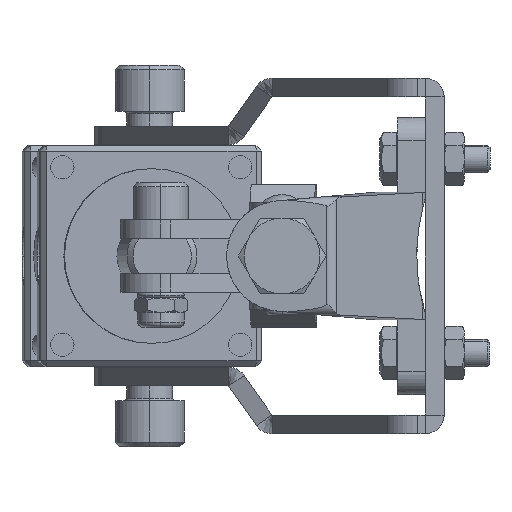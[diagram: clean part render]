
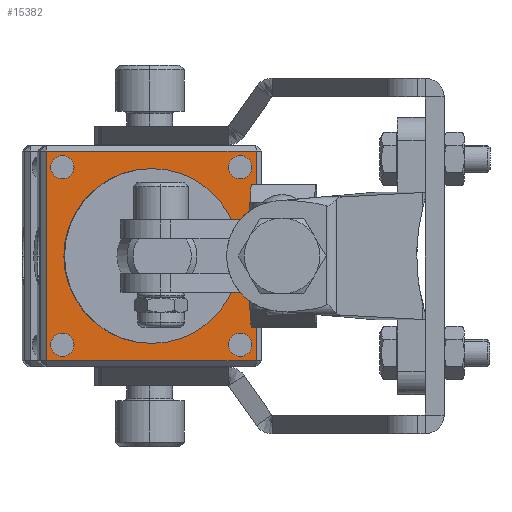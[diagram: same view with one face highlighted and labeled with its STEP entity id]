
A CAD part, left-side view. The second image highlights one B-rep face of the part: STEP entity #15382.
In plain terms, the highlighted planar face has unit normal (-1, -0.032, 0).
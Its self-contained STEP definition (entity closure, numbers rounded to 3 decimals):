
#92 = EDGE_CURVE ( 'NONE', #12683, #2260, #15615, .T. ) ;
#330 = CIRCLE ( 'NONE', #1028, 2. ) ;
#439 = FACE_OUTER_BOUND ( 'NONE', #14276, .T. ) ;
#608 = CIRCLE ( 'NONE', #22032, 2. ) ;
#869 = DIRECTION ( 'NONE',  ( 0.032, -0.999, 0. ) ) ;
#946 = AXIS2_PLACEMENT_3D ( 'NONE', #20432, #6211, #1762 ) ;
#1028 = AXIS2_PLACEMENT_3D ( 'NONE', #5238, #19663, #7361 ) ;
#1176 = EDGE_CURVE ( 'NONE', #4070, #20793, #25815, .T. ) ;
#1596 = VERTEX_POINT ( 'NONE', #4662 ) ;
#1604 = PLANE ( 'NONE',  #25549 ) ;
#1762 = DIRECTION ( 'NONE',  ( 0.032, -0.999, 0. ) ) ;
#1768 = EDGE_CURVE ( 'NONE', #9261, #4860, #10350, .T. ) ;
#2022 = CARTESIAN_POINT ( 'NONE',  ( 114.161, 62.285, 15.25 ) ) ;
#2174 = CARTESIAN_POINT ( 'NONE',  ( 114.161, 62.285, -15.25 ) ) ;
#2243 = DIRECTION ( 'NONE',  ( -0.999, -0.032, 0. ) ) ;
#2260 = VERTEX_POINT ( 'NONE', #21317 ) ;
#2262 = CARTESIAN_POINT ( 'NONE',  ( 114.161, 62.285, -15.25 ) ) ;
#2329 = LINE ( 'NONE', #18563, #13334 ) ;
#2537 = CARTESIAN_POINT ( 'NONE',  ( 115.141, 31.801, -15.25 ) ) ;
#2705 = CARTESIAN_POINT ( 'NONE',  ( 114.097, 64.284, 15.25 ) ) ;
#3113 = CARTESIAN_POINT ( 'NONE',  ( 114.073, 65.034, 18. ) ) ;
#3370 = AXIS2_PLACEMENT_3D ( 'NONE', #14615, #2243, #16681 ) ;
#3464 = EDGE_CURVE ( 'NONE', #19899, #25011, #25766, .T. ) ;
#3616 = CARTESIAN_POINT ( 'NONE',  ( 115.141, 31.801, -15.25 ) ) ;
#4070 = VERTEX_POINT ( 'NONE', #11601 ) ;
#4085 = DIRECTION ( 'NONE',  ( 0.032, -0.999, 0. ) ) ;
#4150 = LINE ( 'NONE', #25006, #10981 ) ;
#4245 = DIRECTION ( 'NONE',  ( 0.032, -0.999, 0. ) ) ;
#4331 = DIRECTION ( 'NONE',  ( 0.032, -0.999, 0. ) ) ;
#4587 = DIRECTION ( 'NONE',  ( 0.032, -0.999, 0. ) ) ;
#4662 = CARTESIAN_POINT ( 'NONE',  ( 115.23, 29.052, -18. ) ) ;
#4822 = VERTEX_POINT ( 'NONE', #4923 ) ;
#4860 = VERTEX_POINT ( 'NONE', #3113 ) ;
#4923 = CARTESIAN_POINT ( 'NONE',  ( 114.651, 47.043, -15. ) ) ;
#5138 = CIRCLE ( 'NONE', #17543, 2. ) ;
#5238 = CARTESIAN_POINT ( 'NONE',  ( 115.141, 31.801, 15.25 ) ) ;
#5292 = CARTESIAN_POINT ( 'NONE',  ( 114.041, 66.033, 18. ) ) ;
#5627 = ORIENTED_EDGE ( 'NONE', *, *, #1768, .T. ) ;
#5717 = DIRECTION ( 'NONE',  ( 0.032, -0.999, 0. ) ) ;
#5931 = FACE_BOUND ( 'NONE', #13463, .T. ) ;
#6211 = DIRECTION ( 'NONE',  ( -0.999, -0.032, 0. ) ) ;
#6235 = DIRECTION ( 'NONE',  ( 0., 0., 1. ) ) ;
#6602 = EDGE_CURVE ( 'NONE', #4822, #23379, #7850, .T. ) ;
#6624 = CIRCLE ( 'NONE', #15057, 15. ) ;
#7109 = ORIENTED_EDGE ( 'NONE', *, *, #18493, .F. ) ;
#7361 = DIRECTION ( 'NONE',  ( 0.032, -0.999, 0. ) ) ;
#7414 = LINE ( 'NONE', #21710, #23788 ) ;
#7850 = CIRCLE ( 'NONE', #3370, 15. ) ;
#7933 = EDGE_CURVE ( 'NONE', #20793, #4070, #330, .T. ) ;
#8038 = ORIENTED_EDGE ( 'NONE', *, *, #14055, .T. ) ;
#8306 = CIRCLE ( 'NONE', #8971, 2. ) ;
#8584 = VERTEX_POINT ( 'NONE', #24652 ) ;
#8971 = AXIS2_PLACEMENT_3D ( 'NONE', #2022, #16460, #4085 ) ;
#9201 = CARTESIAN_POINT ( 'NONE',  ( 114.073, 65.034, -18. ) ) ;
#9261 = VERTEX_POINT ( 'NONE', #12118 ) ;
#9957 = CARTESIAN_POINT ( 'NONE',  ( 113.698, 76.685, 0. ) ) ;
#10350 = LINE ( 'NONE', #5292, #21275 ) ;
#10981 = VECTOR ( 'NONE', #12712, 1000. ) ;
#11031 = ORIENTED_EDGE ( 'NONE', *, *, #11981, .T. ) ;
#11422 = FACE_BOUND ( 'NONE', #13610, .T. ) ;
#11601 = CARTESIAN_POINT ( 'NONE',  ( 115.077, 33.8, 15.25 ) ) ;
#11981 = EDGE_CURVE ( 'NONE', #16368, #8584, #608, .T. ) ;
#12023 = DIRECTION ( 'NONE',  ( 0., 0., 1. ) ) ;
#12118 = CARTESIAN_POINT ( 'NONE',  ( 115.23, 29.052, 18. ) ) ;
#12129 = DIRECTION ( 'NONE',  ( -0.999, -0.032, 0. ) ) ;
#12428 = ORIENTED_EDGE ( 'NONE', *, *, #6602, .F. ) ;
#12683 = VERTEX_POINT ( 'NONE', #13081 ) ;
#12712 = DIRECTION ( 'NONE',  ( 0.032, -0.999, 0. ) ) ;
#13081 = CARTESIAN_POINT ( 'NONE',  ( 114.225, 60.286, -15.25 ) ) ;
#13246 = DIRECTION ( 'NONE',  ( -0.999, -0.032, 0. ) ) ;
#13334 = VECTOR ( 'NONE', #6235, 1000. ) ;
#13463 = EDGE_LOOP ( 'NONE', ( #21725, #17245 ) ) ;
#13542 = DIRECTION ( 'NONE',  ( 0., 0., -1. ) ) ;
#13610 = EDGE_LOOP ( 'NONE', ( #7109, #15403 ) ) ;
#13844 = ORIENTED_EDGE ( 'NONE', *, *, #17383, .F. ) ;
#14023 = ORIENTED_EDGE ( 'NONE', *, *, #22297, .T. ) ;
#14055 = EDGE_CURVE ( 'NONE', #1596, #9261, #2329, .T. ) ;
#14276 = EDGE_LOOP ( 'NONE', ( #19648, #8038, #5627, #15008 ) ) ;
#14615 = CARTESIAN_POINT ( 'NONE',  ( 114.651, 47.043, 0. ) ) ;
#15008 = ORIENTED_EDGE ( 'NONE', *, *, #17694, .T. ) ;
#15057 = AXIS2_PLACEMENT_3D ( 'NONE', #24424, #12129, #26499 ) ;
#15382 = ADVANCED_FACE ( 'NONE', ( #22340, #16888, #5931, #11422, #439, #21695 ), #1604, .T. ) ;
#15403 = ORIENTED_EDGE ( 'NONE', *, *, #3464, .F. ) ;
#15614 = CARTESIAN_POINT ( 'NONE',  ( 114.225, 60.286, 15.25 ) ) ;
#15615 = CIRCLE ( 'NONE', #21634, 2. ) ;
#15627 = EDGE_LOOP ( 'NONE', ( #22228, #12428 ) ) ;
#15688 = EDGE_LOOP ( 'NONE', ( #22212, #13844 ) ) ;
#16368 = VERTEX_POINT ( 'NONE', #20051 ) ;
#16460 = DIRECTION ( 'NONE',  ( -0.999, -0.032, 0. ) ) ;
#16614 = DIRECTION ( 'NONE',  ( -0.999, -0.032, 0. ) ) ;
#16681 = DIRECTION ( 'NONE',  ( 0., 0., 1. ) ) ;
#16888 = FACE_BOUND ( 'NONE', #15688, .T. ) ;
#16963 = DIRECTION ( 'NONE',  ( 0.999, 0.032, 0. ) ) ;
#17245 = ORIENTED_EDGE ( 'NONE', *, *, #1176, .F. ) ;
#17383 = EDGE_CURVE ( 'NONE', #2260, #12683, #5138, .T. ) ;
#17543 = AXIS2_PLACEMENT_3D ( 'NONE', #2174, #16614, #4245 ) ;
#17694 = EDGE_CURVE ( 'NONE', #4860, #20515, #7414, .T. ) ;
#18048 = DIRECTION ( 'NONE',  ( 0.999, 0.032, 0. ) ) ;
#18493 = EDGE_CURVE ( 'NONE', #25011, #19899, #8306, .T. ) ;
#18563 = CARTESIAN_POINT ( 'NONE',  ( 115.23, 29.052, 19. ) ) ;
#18778 = DIRECTION ( 'NONE',  ( -0.999, -0.032, 0. ) ) ;
#19620 = EDGE_LOOP ( 'NONE', ( #11031, #14023 ) ) ;
#19648 = ORIENTED_EDGE ( 'NONE', *, *, #23099, .T. ) ;
#19663 = DIRECTION ( 'NONE',  ( -0.999, -0.032, 0. ) ) ;
#19722 = DIRECTION ( 'NONE',  ( -0.032, 0.999, 0. ) ) ;
#19899 = VERTEX_POINT ( 'NONE', #2705 ) ;
#20051 = CARTESIAN_POINT ( 'NONE',  ( 115.206, 29.802, -15.25 ) ) ;
#20432 = CARTESIAN_POINT ( 'NONE',  ( 115.141, 31.801, 15.25 ) ) ;
#20515 = VERTEX_POINT ( 'NONE', #9201 ) ;
#20793 = VERTEX_POINT ( 'NONE', #22632 ) ;
#21275 = VECTOR ( 'NONE', #19722, 1000. ) ;
#21317 = CARTESIAN_POINT ( 'NONE',  ( 114.097, 64.284, -15.25 ) ) ;
#21323 = EDGE_CURVE ( 'NONE', #23379, #4822, #6624, .T. ) ;
#21625 = AXIS2_PLACEMENT_3D ( 'NONE', #3616, #18048, #5717 ) ;
#21634 = AXIS2_PLACEMENT_3D ( 'NONE', #2262, #18778, #4331 ) ;
#21695 = FACE_BOUND ( 'NONE', #15627, .T. ) ;
#21710 = CARTESIAN_POINT ( 'NONE',  ( 114.073, 65.034, -19. ) ) ;
#21725 = ORIENTED_EDGE ( 'NONE', *, *, #7933, .F. ) ;
#22032 = AXIS2_PLACEMENT_3D ( 'NONE', #2537, #16963, #4587 ) ;
#22212 = ORIENTED_EDGE ( 'NONE', *, *, #92, .F. ) ;
#22228 = ORIENTED_EDGE ( 'NONE', *, *, #21323, .F. ) ;
#22297 = EDGE_CURVE ( 'NONE', #8584, #16368, #22903, .T. ) ;
#22340 = FACE_BOUND ( 'NONE', #19620, .T. ) ;
#22410 = AXIS2_PLACEMENT_3D ( 'NONE', #25535, #13246, #869 ) ;
#22632 = CARTESIAN_POINT ( 'NONE',  ( 115.206, 29.802, 15.25 ) ) ;
#22903 = CIRCLE ( 'NONE', #21625, 2. ) ;
#23099 = EDGE_CURVE ( 'NONE', #20515, #1596, #4150, .T. ) ;
#23379 = VERTEX_POINT ( 'NONE', #25785 ) ;
#23788 = VECTOR ( 'NONE', #13542, 1000. ) ;
#24310 = DIRECTION ( 'NONE',  ( -0.999, -0.032, 0. ) ) ;
#24424 = CARTESIAN_POINT ( 'NONE',  ( 114.651, 47.043, 0. ) ) ;
#24652 = CARTESIAN_POINT ( 'NONE',  ( 115.077, 33.8, -15.25 ) ) ;
#25006 = CARTESIAN_POINT ( 'NONE',  ( 115.262, 28.053, -18. ) ) ;
#25011 = VERTEX_POINT ( 'NONE', #15614 ) ;
#25535 = CARTESIAN_POINT ( 'NONE',  ( 114.161, 62.285, 15.25 ) ) ;
#25549 = AXIS2_PLACEMENT_3D ( 'NONE', #9957, #24310, #12023 ) ;
#25766 = CIRCLE ( 'NONE', #22410, 2. ) ;
#25785 = CARTESIAN_POINT ( 'NONE',  ( 114.651, 47.043, 15. ) ) ;
#25815 = CIRCLE ( 'NONE', #946, 2. ) ;
#26499 = DIRECTION ( 'NONE',  ( 0., 0., 1. ) ) ;
